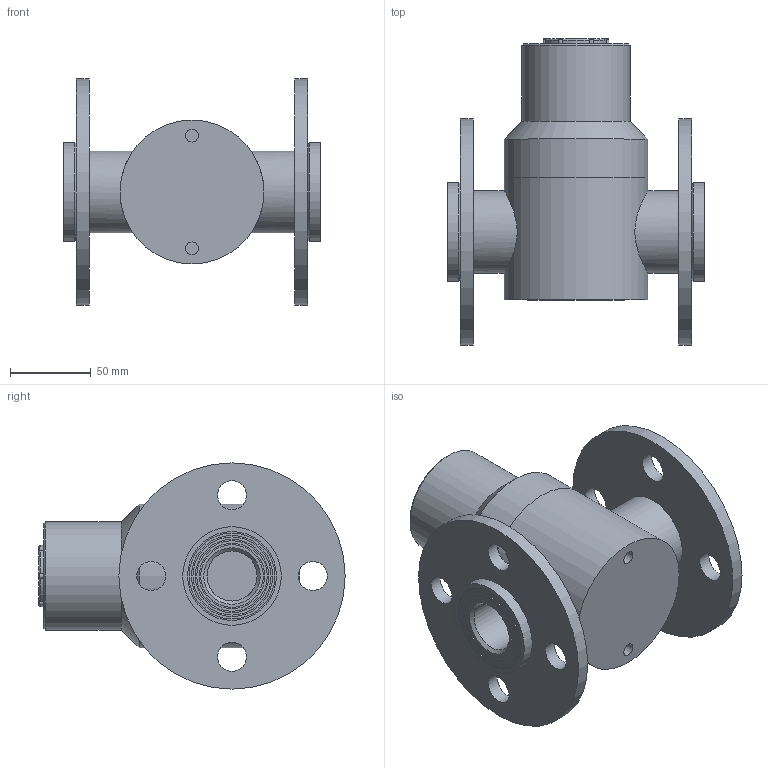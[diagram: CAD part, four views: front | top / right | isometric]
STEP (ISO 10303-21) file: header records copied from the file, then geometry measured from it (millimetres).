
FILE_DESCRIPTION (( 'STEP AP214' ), '1' );
FILE_NAME ('1 1-4-1104-1X-PN16.STEP', '2019-10-28T11:11:55', ( '' ), ( '' ), 'SwSTEP 2.0', 'SolidWorks 2020', '' );
FILE_SCHEMA (( 'AUTOMOTIVE_DESIGN' ));
Length unit declared in the file: millimetre
Products named in the file (6): 40mm Fusion Stub - PP; 1 1-4 PN16 BR; 32 + 40mm Dust Cap; 1 1-4-1104-1X-PN16; 40mm Fusion weld body - PS-90-150; PVC Bonnet all size_40mm PVC-304
Assembly tree (7 placements, depth 2):
  1 1-4-1104-1X-PN16
    40mm Fusion weld body - PS-90-150
    40mm Fusion Stub - PP  x2
    PVC Bonnet all size_40mm PVC-304
    32 + 40mm Dust Cap
    1 1-4 PN16 BR  x2
Bounding box: 159 x 189.5 x 140 mm (x, y, z)
Volume: 1126296.2 mm3; surface area: 174507.8 mm2
Topology: 7 solids, 7 shells, 141 faces, 293 edges, 193 vertices
Faces by surface type: cylinder 67, plane 47, torus 13, bspline 7, cone 7
Full cylindrical faces by diameter (mm): 7.938 x2, 18 x8, 20 x1, 27.5 x1, 31 x2, 33 x2, 38.748 x2, 40.548 x2, 42 x1, 43.548 x2, 45.348 x2, 48.348 x2, 50.148 x2, 51 x2, 51.5 x2, 53.148 x2, 54.948 x2, 61 x2, 67 x1, 70 x8, 89 x2, 140 x2
Entity records: 5805 total; most frequent: CARTESIAN_POINT 3602, DIRECTION 423, ORIENTED_EDGE 338, AXIS2_PLACEMENT_3D 201, EDGE_CURVE 169, EDGE_LOOP 165, VERTEX_POINT 132, FACE_OUTER_BOUND 129
